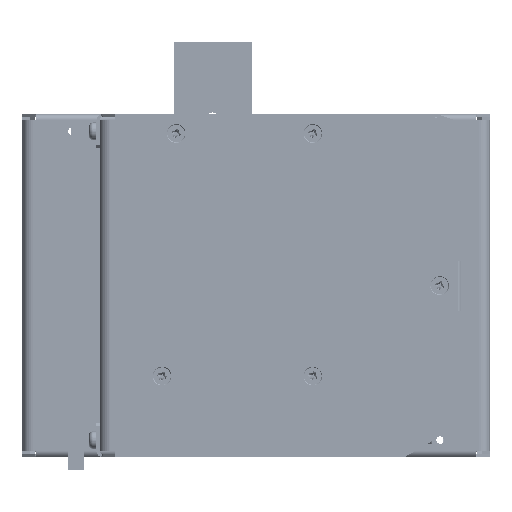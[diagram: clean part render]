
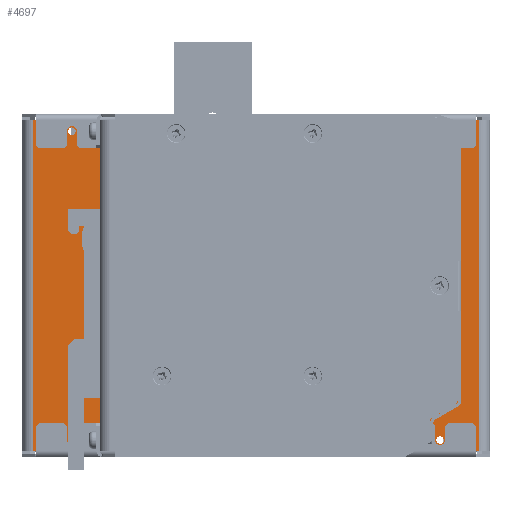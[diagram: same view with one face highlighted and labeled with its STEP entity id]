
A CAD part, left-side view. The second image highlights one B-rep face of the part: STEP entity #4697.
In plain terms, the highlighted planar face has unit normal (-1, 0, 0).
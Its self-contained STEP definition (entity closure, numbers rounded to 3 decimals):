
#4697 = ADVANCED_FACE( '', ( #10973, #10974, #10975, #10976, #10977, #10978, #10979, #10980, #10981, #10982, #10983, #10984, #10985 ), #10986, .T. );
#10973 = FACE_BOUND( '', #19319, .T. );
#10974 = FACE_BOUND( '', #19320, .T. );
#10975 = FACE_BOUND( '', #19321, .T. );
#10976 = FACE_BOUND( '', #19322, .T. );
#10977 = FACE_BOUND( '', #19323, .T. );
#10978 = FACE_BOUND( '', #19324, .T. );
#10979 = FACE_BOUND( '', #19325, .T. );
#10980 = FACE_BOUND( '', #19326, .T. );
#10981 = FACE_BOUND( '', #19327, .T. );
#10982 = FACE_BOUND( '', #19328, .T. );
#10983 = FACE_BOUND( '', #19329, .T. );
#10984 = FACE_BOUND( '', #19330, .T. );
#10985 = FACE_OUTER_BOUND( '', #19331, .T. );
#10986 = PLANE( '', #19332 );
#19319 = EDGE_LOOP( '', ( #34038 ) );
#19320 = EDGE_LOOP( '', ( #34039 ) );
#19321 = EDGE_LOOP( '', ( #34040 ) );
#19322 = EDGE_LOOP( '', ( #34041 ) );
#19323 = EDGE_LOOP( '', ( #34042 ) );
#19324 = EDGE_LOOP( '', ( #34043 ) );
#19325 = EDGE_LOOP( '', ( #34044 ) );
#19326 = EDGE_LOOP( '', ( #34045 ) );
#19327 = EDGE_LOOP( '', ( #34046 ) );
#19328 = EDGE_LOOP( '', ( #34047 ) );
#19329 = EDGE_LOOP( '', ( #34048 ) );
#19330 = EDGE_LOOP( '', ( #34049 ) );
#19331 = EDGE_LOOP( '', ( #34050, #34051, #34052, #34053 ) );
#19332 = AXIS2_PLACEMENT_3D( '', #34054, #34055, #34056 );
#34038 = ORIENTED_EDGE( '', *, *, #49762, .F. );
#34039 = ORIENTED_EDGE( '', *, *, #49763, .F. );
#34040 = ORIENTED_EDGE( '', *, *, #45569, .F. );
#34041 = ORIENTED_EDGE( '', *, *, #49554, .F. );
#34042 = ORIENTED_EDGE( '', *, *, #44543, .F. );
#34043 = ORIENTED_EDGE( '', *, *, #47207, .F. );
#34044 = ORIENTED_EDGE( '', *, *, #49764, .F. );
#34045 = ORIENTED_EDGE( '', *, *, #48962, .F. );
#34046 = ORIENTED_EDGE( '', *, *, #48632, .F. );
#34047 = ORIENTED_EDGE( '', *, *, #49765, .F. );
#34048 = ORIENTED_EDGE( '', *, *, #49766, .F. );
#34049 = ORIENTED_EDGE( '', *, *, #48571, .F. );
#34050 = ORIENTED_EDGE( '', *, *, #49767, .F. );
#34051 = ORIENTED_EDGE( '', *, *, #49339, .T. );
#34052 = ORIENTED_EDGE( '', *, *, #49768, .F. );
#34053 = ORIENTED_EDGE( '', *, *, #49769, .F. );
#34054 = CARTESIAN_POINT( '', ( -54.5, -75., -54. ) );
#34055 = DIRECTION( '', ( -1., 0., 0. ) );
#34056 = DIRECTION( '', ( 0., 0., 1. ) );
#44543 = EDGE_CURVE( '', #52964, #52964, #52965, .T. );
#45569 = EDGE_CURVE( '', #54792, #54792, #54793, .T. );
#47207 = EDGE_CURVE( '', #57573, #57573, #57574, .T. );
#48571 = EDGE_CURVE( '', #59683, #59683, #59684, .T. );
#48632 = EDGE_CURVE( '', #59774, #59774, #59775, .T. );
#48962 = EDGE_CURVE( '', #60252, #60252, #60253, .T. );
#49339 = EDGE_CURVE( '', #60791, #60793, #60795, .T. );
#49554 = EDGE_CURVE( '', #61096, #61096, #61097, .T. );
#49762 = EDGE_CURVE( '', #61383, #61383, #61384, .T. );
#49763 = EDGE_CURVE( '', #61385, #61385, #61386, .T. );
#49764 = EDGE_CURVE( '', #61387, #61387, #61388, .T. );
#49765 = EDGE_CURVE( '', #61389, #61389, #61390, .T. );
#49766 = EDGE_CURVE( '', #61391, #61391, #61392, .T. );
#49767 = EDGE_CURVE( '', #60791, #61393, #61394, .T. );
#49768 = EDGE_CURVE( '', #61395, #60793, #61396, .T. );
#49769 = EDGE_CURVE( '', #61393, #61395, #61397, .T. );
#52964 = VERTEX_POINT( '', #65360 );
#52965 = CIRCLE( '', #65361, 2.11 );
#54792 = VERTEX_POINT( '', #67910 );
#54793 = CIRCLE( '', #67911, 2.11 );
#57573 = VERTEX_POINT( '', #71915 );
#57574 = CIRCLE( '', #71916, 2.11 );
#59683 = VERTEX_POINT( '', #74988 );
#59684 = CIRCLE( '', #74989, 1.2 );
#59774 = VERTEX_POINT( '', #75113 );
#59775 = CIRCLE( '', #75114, 1.2 );
#60252 = VERTEX_POINT( '', #75797 );
#60253 = CIRCLE( '', #75798, 2.11 );
#60791 = VERTEX_POINT( '', #76565 );
#60793 = VERTEX_POINT( '', #76567 );
#60795 = LINE( '', #76569, #76570 );
#61096 = VERTEX_POINT( '', #76996 );
#61097 = CIRCLE( '', #76997, 2.11 );
#61383 = VERTEX_POINT( '', #77409 );
#61384 = CIRCLE( '', #77410, 2.7 );
#61385 = VERTEX_POINT( '', #77411 );
#61386 = CIRCLE( '', #77412, 2.7 );
#61387 = VERTEX_POINT( '', #77413 );
#61388 = CIRCLE( '', #77414, 2.11 );
#61389 = VERTEX_POINT( '', #77415 );
#61390 = CIRCLE( '', #77416, 1.2 );
#61391 = VERTEX_POINT( '', #77417 );
#61392 = CIRCLE( '', #77418, 1.2 );
#61393 = VERTEX_POINT( '', #77419 );
#61394 = LINE( '', #77420, #77421 );
#61395 = VERTEX_POINT( '', #77422 );
#61396 = LINE( '', #77423, #77424 );
#61397 = LINE( '', #77425, #77426 );
#65360 = CARTESIAN_POINT( '', ( -54.5, 65.5, -45.89 ) );
#65361 = AXIS2_PLACEMENT_3D( '', #82189, #82190, #82191 );
#67910 = CARTESIAN_POINT( '', ( -54.5, 6.24, 48. ) );
#67911 = AXIS2_PLACEMENT_3D( '', #83325, #83326, #83327 );
#71915 = CARTESIAN_POINT( '', ( -54.5, 65.5, 50.11 ) );
#71916 = AXIS2_PLACEMENT_3D( '', #85040, #85041, #85042 );
#74988 = CARTESIAN_POINT( '', ( -54.5, 60.2, -49.5 ) );
#74989 = AXIS2_PLACEMENT_3D( '', #86396, #86397, #86398 );
#75113 = CARTESIAN_POINT( '', ( -54.5, -57.8, -49.5 ) );
#75114 = AXIS2_PLACEMENT_3D( '', #86472, #86473, #86474 );
#75797 = CARTESIAN_POINT( '', ( -54.5, -65.5, -45.89 ) );
#75798 = AXIS2_PLACEMENT_3D( '', #86791, #86792, #86793 );
#76565 = CARTESIAN_POINT( '', ( -54.5, -71.5, -53. ) );
#76567 = CARTESIAN_POINT( '', ( -54.5, -71.5, 53. ) );
#76569 = CARTESIAN_POINT( '', ( -54.5, -71.5, -54. ) );
#76570 = VECTOR( '', #87178, 1000. );
#76996 = CARTESIAN_POINT( '', ( -54.5, 11.31, -48. ) );
#76997 = AXIS2_PLACEMENT_3D( '', #87385, #87386, #87387 );
#77409 = CARTESIAN_POINT( '', ( -54.5, 47.3, 0. ) );
#77410 = AXIS2_PLACEMENT_3D( '', #87557, #87558, #87559 );
#77411 = CARTESIAN_POINT( '', ( -54.5, -52.7, 0. ) );
#77412 = AXIS2_PLACEMENT_3D( '', #87560, #87561, #87562 );
#77413 = CARTESIAN_POINT( '', ( -54.5, -65.5, 50.11 ) );
#77414 = AXIS2_PLACEMENT_3D( '', #87563, #87564, #87565 );
#77415 = CARTESIAN_POINT( '', ( -54.5, -57.8, 49.5 ) );
#77416 = AXIS2_PLACEMENT_3D( '', #87566, #87567, #87568 );
#77417 = CARTESIAN_POINT( '', ( -54.5, 60.2, 49.5 ) );
#77418 = AXIS2_PLACEMENT_3D( '', #87569, #87570, #87571 );
#77419 = CARTESIAN_POINT( '', ( -54.5, 71.5, -53. ) );
#77420 = CARTESIAN_POINT( '', ( -54.5, -75., -53. ) );
#77421 = VECTOR( '', #87572, 1000. );
#77422 = CARTESIAN_POINT( '', ( -54.5, 71.5, 53. ) );
#77423 = CARTESIAN_POINT( '', ( -54.5, -75., 53. ) );
#77424 = VECTOR( '', #87573, 1000. );
#77425 = CARTESIAN_POINT( '', ( -54.5, 71.5, -54. ) );
#77426 = VECTOR( '', #87574, 1000. );
#82189 = CARTESIAN_POINT( '', ( -54.5, 65.5, -48. ) );
#82190 = DIRECTION( '', ( -1., 0., 0. ) );
#82191 = DIRECTION( '', ( 0., 0., 1. ) );
#83325 = CARTESIAN_POINT( '', ( -54.5, 4.13, 48. ) );
#83326 = DIRECTION( '', ( -1., 0., 0. ) );
#83327 = DIRECTION( '', ( 0., 1., 0. ) );
#85040 = CARTESIAN_POINT( '', ( -54.5, 65.5, 48. ) );
#85041 = DIRECTION( '', ( -1., 0., 0. ) );
#85042 = DIRECTION( '', ( 0., 0., 1. ) );
#86396 = CARTESIAN_POINT( '', ( -54.5, 59., -49.5 ) );
#86397 = DIRECTION( '', ( -1., 0., 0. ) );
#86398 = DIRECTION( '', ( 0., 1., 0. ) );
#86472 = CARTESIAN_POINT( '', ( -54.5, -59., -49.5 ) );
#86473 = DIRECTION( '', ( -1., 0., 0. ) );
#86474 = DIRECTION( '', ( 0., 1., 0. ) );
#86791 = CARTESIAN_POINT( '', ( -54.5, -65.5, -48. ) );
#86792 = DIRECTION( '', ( -1., 0., 0. ) );
#86793 = DIRECTION( '', ( 0., 0., 1. ) );
#87178 = DIRECTION( '', ( 0., 0., 1. ) );
#87385 = CARTESIAN_POINT( '', ( -54.5, 9.2, -48. ) );
#87386 = DIRECTION( '', ( -1., 0., 0. ) );
#87387 = DIRECTION( '', ( 0., 1., 0. ) );
#87557 = CARTESIAN_POINT( '', ( -54.5, 50., 0. ) );
#87558 = DIRECTION( '', ( -1., 0., 0. ) );
#87559 = DIRECTION( '', ( 0., -1., 0. ) );
#87560 = CARTESIAN_POINT( '', ( -54.5, -50., 0. ) );
#87561 = DIRECTION( '', ( -1., 0., 0. ) );
#87562 = DIRECTION( '', ( 0., -1., 0. ) );
#87563 = CARTESIAN_POINT( '', ( -54.5, -65.5, 48. ) );
#87564 = DIRECTION( '', ( -1., 0., 0. ) );
#87565 = DIRECTION( '', ( 0., 0., 1. ) );
#87566 = CARTESIAN_POINT( '', ( -54.5, -59., 49.5 ) );
#87567 = DIRECTION( '', ( -1., 0., 0. ) );
#87568 = DIRECTION( '', ( 0., 1., 0. ) );
#87569 = CARTESIAN_POINT( '', ( -54.5, 59., 49.5 ) );
#87570 = DIRECTION( '', ( -1., 0., 0. ) );
#87571 = DIRECTION( '', ( 0., 1., 0. ) );
#87572 = DIRECTION( '', ( 0., 1., 0. ) );
#87573 = DIRECTION( '', ( 0., -1., 0. ) );
#87574 = DIRECTION( '', ( 0., 0., 1. ) );
